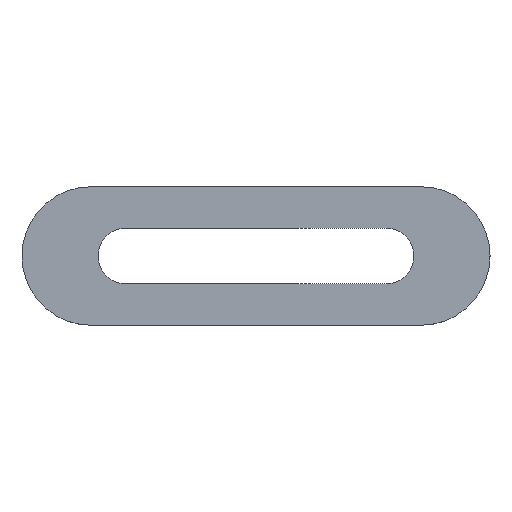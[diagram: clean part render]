
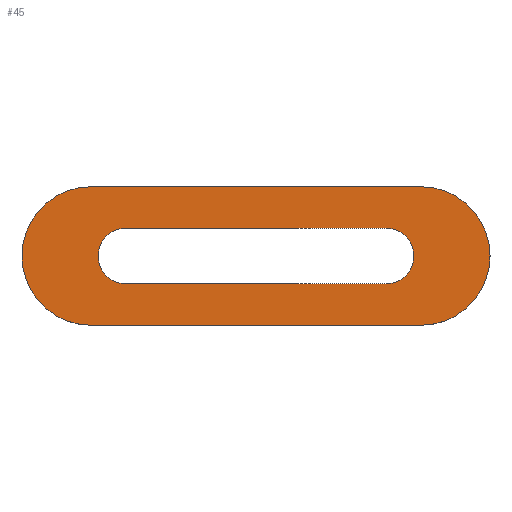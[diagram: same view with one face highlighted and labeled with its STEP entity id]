
A CAD part, top view. The second image highlights one B-rep face of the part: STEP entity #45.
In plain terms, the highlighted planar face has unit normal (0, 0, 1).
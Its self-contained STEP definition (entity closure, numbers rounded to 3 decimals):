
#11 = VERTEX_POINT ( 'NONE', #237 ) ;
#14 = EDGE_CURVE ( 'NONE', #83, #448, #355, .T. ) ;
#20 = LINE ( 'NONE', #150, #210 ) ;
#29 = CARTESIAN_POINT ( 'NONE',  ( -47.5, 0., 0. ) ) ;
#32 = EDGE_CURVE ( 'NONE', #304, #389, #445, .T. ) ;
#34 = ORIENTED_EDGE ( 'NONE', *, *, #253, .T. ) ;
#36 = ORIENTED_EDGE ( 'NONE', *, *, #172, .F. ) ;
#45 = ADVANCED_FACE ( 'NONE', ( #403, #129 ), #234, .T. ) ;
#46 = CARTESIAN_POINT ( 'NONE',  ( 47.5, -20., 0. ) ) ;
#47 = DIRECTION ( 'NONE',  ( -1., 0., 0. ) ) ;
#48 = AXIS2_PLACEMENT_3D ( 'NONE', #413, #104, #350 ) ;
#60 = ORIENTED_EDGE ( 'NONE', *, *, #71, .T. ) ;
#62 = VECTOR ( 'NONE', #79, 1000. ) ;
#64 = LINE ( 'NONE', #133, #357 ) ;
#69 = CARTESIAN_POINT ( 'NONE',  ( 47.5, 20., 0. ) ) ;
#71 = EDGE_CURVE ( 'NONE', #410, #95, #364, .T. ) ;
#77 = CIRCLE ( 'NONE', #348, 20. ) ;
#79 = DIRECTION ( 'NONE',  ( 1., 0., 0. ) ) ;
#83 = VERTEX_POINT ( 'NONE', #282 ) ;
#87 = EDGE_CURVE ( 'NONE', #448, #11, #260, .T. ) ;
#88 = AXIS2_PLACEMENT_3D ( 'NONE', #369, #435, #298 ) ;
#95 = VERTEX_POINT ( 'NONE', #69 ) ;
#100 = VERTEX_POINT ( 'NONE', #212 ) ;
#101 = DIRECTION ( 'NONE',  ( 0., 0., 1. ) ) ;
#104 = DIRECTION ( 'NONE',  ( 0., 0., 1. ) ) ;
#109 = DIRECTION ( 'NONE',  ( 1., 0., 0. ) ) ;
#110 = VECTOR ( 'NONE', #131, 1000. ) ;
#114 = CARTESIAN_POINT ( 'NONE',  ( -47.5, -20., 0. ) ) ;
#118 = ORIENTED_EDGE ( 'NONE', *, *, #87, .F. ) ;
#126 = AXIS2_PLACEMENT_3D ( 'NONE', #377, #311, #109 ) ;
#129 = FACE_OUTER_BOUND ( 'NONE', #232, .T. ) ;
#131 = DIRECTION ( 'NONE',  ( 1., 0., 0. ) ) ;
#132 = AXIS2_PLACEMENT_3D ( 'NONE', #29, #239, #166 ) ;
#133 = CARTESIAN_POINT ( 'NONE',  ( -47.5, 20., 0. ) ) ;
#150 = CARTESIAN_POINT ( 'NONE',  ( -37.5, 8.05, 0. ) ) ;
#154 = VERTEX_POINT ( 'NONE', #250 ) ;
#166 = DIRECTION ( 'NONE',  ( 1., 0., 0. ) ) ;
#172 = EDGE_CURVE ( 'NONE', #154, #100, #390, .T. ) ;
#180 = EDGE_CURVE ( 'NONE', #389, #410, #336, .T. ) ;
#185 = CARTESIAN_POINT ( 'NONE',  ( -47.5, 0., 0. ) ) ;
#200 = ORIENTED_EDGE ( 'NONE', *, *, #180, .T. ) ;
#210 = VECTOR ( 'NONE', #47, 1000. ) ;
#212 = CARTESIAN_POINT ( 'NONE',  ( -37.5, -8.05, 0. ) ) ;
#215 = DIRECTION ( 'NONE',  ( 1., 0., 0. ) ) ;
#232 = EDGE_LOOP ( 'NONE', ( #34, #342, #200, #60, #259 ) ) ;
#234 = PLANE ( 'NONE',  #132 ) ;
#237 = CARTESIAN_POINT ( 'NONE',  ( 37.5, 8.05, 0. ) ) ;
#239 = DIRECTION ( 'NONE',  ( 0., 0., 1. ) ) ;
#246 = AXIS2_PLACEMENT_3D ( 'NONE', #248, #381, #345 ) ;
#248 = CARTESIAN_POINT ( 'NONE',  ( 37.5, 0., 0. ) ) ;
#249 = CARTESIAN_POINT ( 'NONE',  ( -37.5, 0., 0. ) ) ;
#250 = CARTESIAN_POINT ( 'NONE',  ( -37.5, 8.05, 0. ) ) ;
#253 = EDGE_CURVE ( 'NONE', #353, #304, #77, .T. ) ;
#257 = EDGE_CURVE ( 'NONE', #11, #154, #20, .T. ) ;
#259 = ORIENTED_EDGE ( 'NONE', *, *, #446, .T. ) ;
#260 = CIRCLE ( 'NONE', #246, 8.05 ) ;
#261 = DIRECTION ( 'NONE',  ( 0., 0., 1. ) ) ;
#266 = AXIS2_PLACEMENT_3D ( 'NONE', #249, #101, #215 ) ;
#270 = ORIENTED_EDGE ( 'NONE', *, *, #14, .F. ) ;
#282 = CARTESIAN_POINT ( 'NONE',  ( 37.5, -8.05, 0. ) ) ;
#298 = DIRECTION ( 'NONE',  ( 1., 0., 0. ) ) ;
#304 = VERTEX_POINT ( 'NONE', #114 ) ;
#311 = DIRECTION ( 'NONE',  ( 0., 0., 1. ) ) ;
#321 = ORIENTED_EDGE ( 'NONE', *, *, #362, .F. ) ;
#335 = CARTESIAN_POINT ( 'NONE',  ( -47.5, -20., 0. ) ) ;
#336 = CIRCLE ( 'NONE', #48, 20. ) ;
#340 = EDGE_LOOP ( 'NONE', ( #36, #442, #118, #270, #321 ) ) ;
#342 = ORIENTED_EDGE ( 'NONE', *, *, #32, .T. ) ;
#345 = DIRECTION ( 'NONE',  ( 1., 0., 0. ) ) ;
#348 = AXIS2_PLACEMENT_3D ( 'NONE', #185, #261, #388 ) ;
#350 = DIRECTION ( 'NONE',  ( 1., 0., 0. ) ) ;
#353 = VERTEX_POINT ( 'NONE', #429 ) ;
#355 = CIRCLE ( 'NONE', #88, 8.05 ) ;
#357 = VECTOR ( 'NONE', #397, 1000. ) ;
#362 = EDGE_CURVE ( 'NONE', #100, #83, #396, .T. ) ;
#364 = CIRCLE ( 'NONE', #126, 20. ) ;
#366 = CARTESIAN_POINT ( 'NONE',  ( 67.5, 0., 0. ) ) ;
#369 = CARTESIAN_POINT ( 'NONE',  ( 37.5, 0., 0. ) ) ;
#377 = CARTESIAN_POINT ( 'NONE',  ( 47.5, 0., 0. ) ) ;
#381 = DIRECTION ( 'NONE',  ( 0., 0., 1. ) ) ;
#388 = DIRECTION ( 'NONE',  ( 1., 0., 0. ) ) ;
#389 = VERTEX_POINT ( 'NONE', #46 ) ;
#390 = CIRCLE ( 'NONE', #266, 8.05 ) ;
#391 = CARTESIAN_POINT ( 'NONE',  ( -37.5, -8.05, 0. ) ) ;
#396 = LINE ( 'NONE', #391, #62 ) ;
#397 = DIRECTION ( 'NONE',  ( -1., 0., 0. ) ) ;
#403 = FACE_BOUND ( 'NONE', #340, .T. ) ;
#410 = VERTEX_POINT ( 'NONE', #366 ) ;
#413 = CARTESIAN_POINT ( 'NONE',  ( 47.5, 0., 0. ) ) ;
#429 = CARTESIAN_POINT ( 'NONE',  ( -47.5, 20., 0. ) ) ;
#434 = CARTESIAN_POINT ( 'NONE',  ( 45.55, 0., 0. ) ) ;
#435 = DIRECTION ( 'NONE',  ( 0., 0., 1. ) ) ;
#442 = ORIENTED_EDGE ( 'NONE', *, *, #257, .F. ) ;
#445 = LINE ( 'NONE', #335, #110 ) ;
#446 = EDGE_CURVE ( 'NONE', #95, #353, #64, .T. ) ;
#448 = VERTEX_POINT ( 'NONE', #434 ) ;
